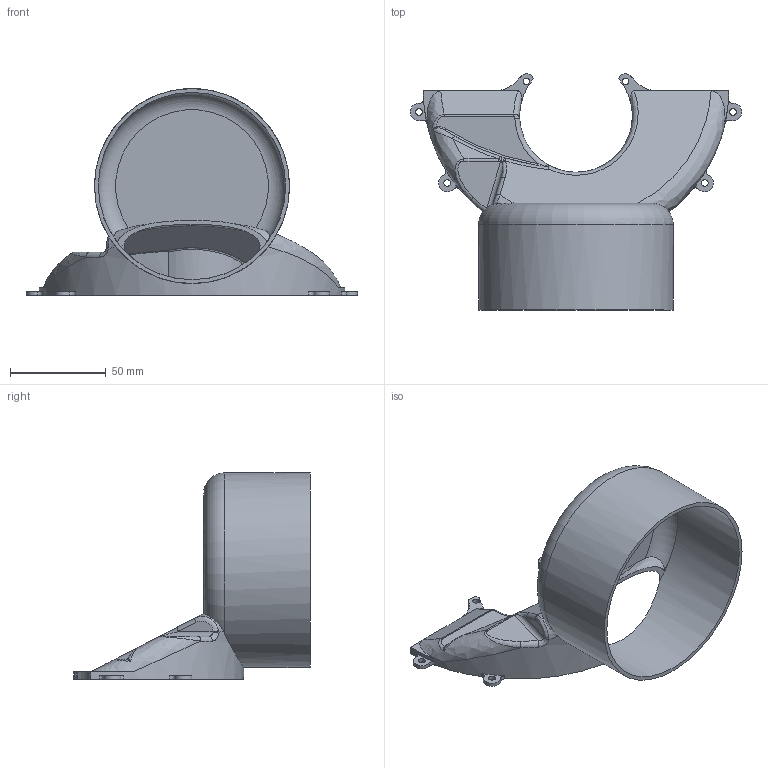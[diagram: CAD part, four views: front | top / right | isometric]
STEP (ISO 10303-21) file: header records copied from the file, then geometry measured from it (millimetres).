
FILE_DESCRIPTION(/* description */ ('STEP AP242','CAx-IF Rec.Pracs.---Representation and Presentation of Product Manufacturing Information (PMI)---4.0---2014-10-13','CAx-IF Rec.Pracs.---3D Tessellated Geometry---0.4---2014-09-14','2;1'),/* implementation_level */ '2;1');
FILE_NAME(/* name */ '65f0907abbda16610ae5f401',/* time_stamp */ '2024-03-12T17:27:22Z',/* author */ (''),/* organization */ (''),/* preprocessor_version */ 'ST-DEVELOPER v19.4',/* originating_system */ ' ',/* authorisation */ ' ');
FILE_SCHEMA (('AP242_MANAGED_MODEL_BASED_3D_ENGINEERING_MIM_LF { 1 0 10303 442 1 1 4 }'));
Length unit declared in the file: metre
Products named in the file (1): Part 1
Bounding box: 172.6 x 123.22 x 107.8 mm (x, y, z)
Volume: 71313.1 mm3; surface area: 72122.4 mm2
Topology: 1 solids, 1 shells, 124 faces, 320 edges, 194 vertices
Faces by surface type: cylinder 40, bspline 39, plane 32, torus 9, sphere 4
Full cylindrical faces by diameter (mm): 3.395 x2, 3.5 x4, 97.6 x1, 101.6 x1
Entity records: 4800 total; most frequent: CARTESIAN_POINT 1978, ORIENTED_EDGE 610, DIRECTION 561, EDGE_CURVE 305, AXIS2_PLACEMENT_3D 245, VERTEX_POINT 192, EDGE_LOOP 147, FACE_BOUND 147
